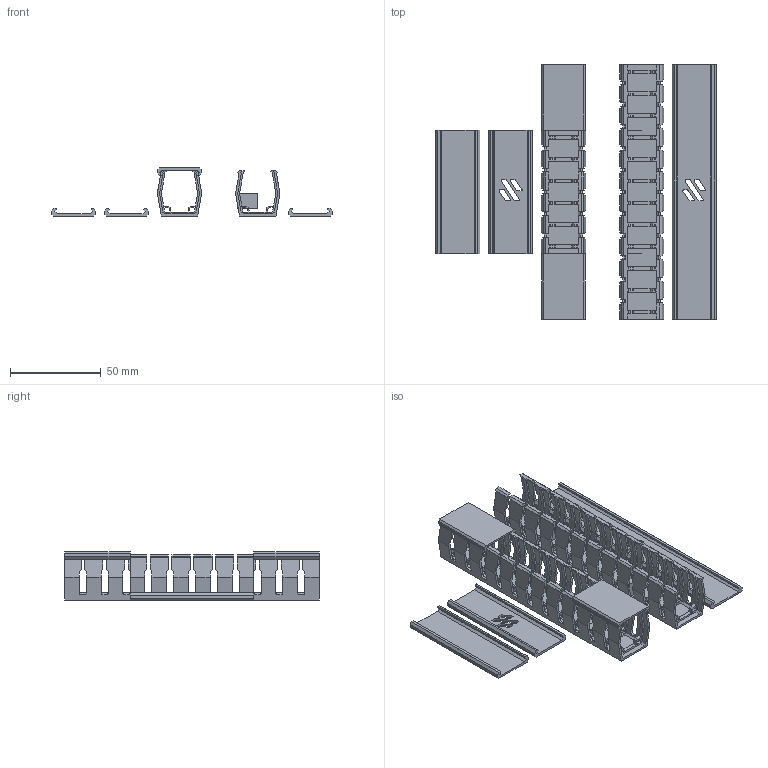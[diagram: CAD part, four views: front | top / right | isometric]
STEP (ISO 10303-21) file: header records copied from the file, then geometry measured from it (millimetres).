
FILE_DESCRIPTION(/* description */ (''),/* implementation_level */ '2;1');
FILE_NAME(/* name */ 'VoronV0_CableManagementDuct.step',/* time_stamp */ '2022-01-02T21:38:01+07:00',/* author */ (''),/* organization */ (''),/* preprocessor_version */ 'ST-DEVELOPER v18.1',/* originating_system */ 'Autodesk Translation Framework v10.10.0.1391',/* authorisation */ '');
FILE_SCHEMA (('AUTOMOTIVE_DESIGN { 1 0 10303 214 3 1 1 }'));
Products named in the file (1): PVC Duct
Bounding box: 154.14 x 140 x 26.4 mm (x, y, z)
Volume: 37240.8 mm3; surface area: 62612.8 mm2
Topology: 13 solids, 15 shells, 1958 faces, 5798 edges, 3868 vertices
Faces by surface type: plane 1846, cylinder 112
Entity records: 64490 total; most frequent: CARTESIAN_POINT 11625, ORIENTED_EDGE 11588, DIRECTION 9940, EDGE_CURVE 5798, LINE 5574, VECTOR 5574, VERTEX_POINT 3868, AXIS2_PLACEMENT_3D 2183
